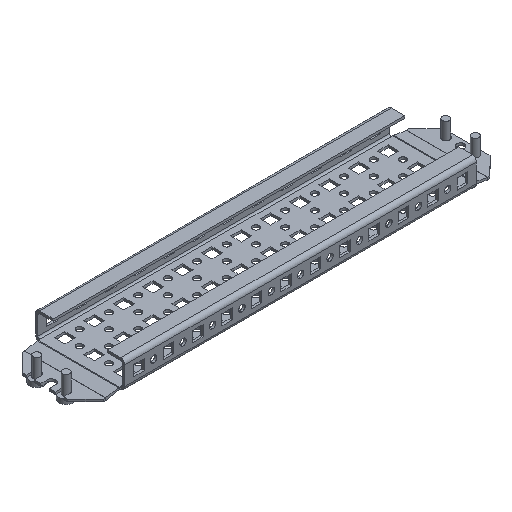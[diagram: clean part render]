
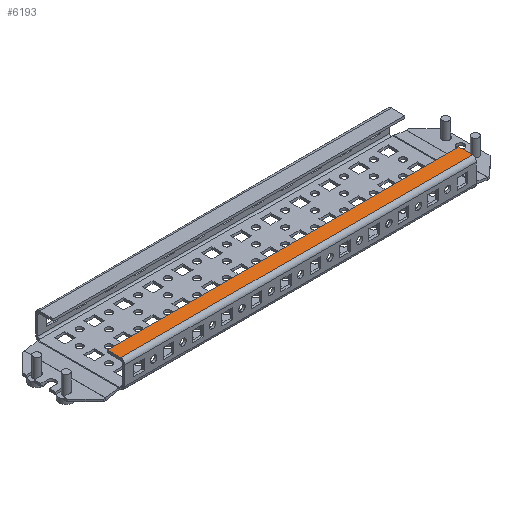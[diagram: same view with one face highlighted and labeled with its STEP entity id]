
A CAD part, isometric view. The second image highlights one B-rep face of the part: STEP entity #6193.
In plain terms, the highlighted planar face has unit normal (0, 0, 1).
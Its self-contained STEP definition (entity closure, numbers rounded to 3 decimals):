
#595 = CARTESIAN_POINT ( 'NONE',  ( -149.5, 0., 21. ) ) ;
#913 = CARTESIAN_POINT ( 'NONE',  ( 149.5, 11.5, 21. ) ) ;
#992 = EDGE_CURVE ( 'NONE', #8000, #4176, #5135, .T. ) ;
#1071 = DIRECTION ( 'NONE',  ( -1., 0., 0. ) ) ;
#1462 = EDGE_LOOP ( 'NONE', ( #12732, #2500, #13775, #15308 ) ) ;
#1663 = DIRECTION ( 'NONE',  ( 0., 0., -1. ) ) ;
#2188 = CARTESIAN_POINT ( 'NONE',  ( -149.5, 11.5, 21. ) ) ;
#2299 = AXIS2_PLACEMENT_3D ( 'NONE', #11096, #1663, #11264 ) ;
#2354 = CARTESIAN_POINT ( 'NONE',  ( 149.5, 0., 21. ) ) ;
#2500 = ORIENTED_EDGE ( 'NONE', *, *, #992, .F. ) ;
#2948 = CARTESIAN_POINT ( 'NONE',  ( 149.5, 11.5, 21. ) ) ;
#3555 = VERTEX_POINT ( 'NONE', #2188 ) ;
#3646 = DIRECTION ( 'NONE',  ( 1., 0., 0. ) ) ;
#3979 = VERTEX_POINT ( 'NONE', #595 ) ;
#4176 = VERTEX_POINT ( 'NONE', #2354 ) ;
#5135 = LINE ( 'NONE', #913, #15150 ) ;
#5529 = EDGE_CURVE ( 'NONE', #4176, #3979, #12986, .T. ) ;
#6193 = ADVANCED_FACE ( 'NONE', ( #10116 ), #12769, .F. ) ;
#6534 = CARTESIAN_POINT ( 'NONE',  ( -149.5, 0., 21. ) ) ;
#7038 = EDGE_CURVE ( 'NONE', #3979, #3555, #9448, .T. ) ;
#7347 = VECTOR ( 'NONE', #1071, 1000. ) ;
#7604 = DIRECTION ( 'NONE',  ( 0., -1., 0. ) ) ;
#8000 = VERTEX_POINT ( 'NONE', #2948 ) ;
#9448 = LINE ( 'NONE', #16387, #15842 ) ;
#10006 = EDGE_CURVE ( 'NONE', #3555, #8000, #10346, .T. ) ;
#10116 = FACE_OUTER_BOUND ( 'NONE', #1462, .T. ) ;
#10346 = LINE ( 'NONE', #15720, #12391 ) ;
#11096 = CARTESIAN_POINT ( 'NONE',  ( 0., 0., 21. ) ) ;
#11264 = DIRECTION ( 'NONE',  ( 0., 1., 0. ) ) ;
#12391 = VECTOR ( 'NONE', #3646, 1000. ) ;
#12732 = ORIENTED_EDGE ( 'NONE', *, *, #5529, .F. ) ;
#12769 = PLANE ( 'NONE',  #2299 ) ;
#12986 = LINE ( 'NONE', #6534, #7347 ) ;
#13741 = DIRECTION ( 'NONE',  ( 0., 1., 0. ) ) ;
#13775 = ORIENTED_EDGE ( 'NONE', *, *, #10006, .F. ) ;
#15150 = VECTOR ( 'NONE', #7604, 1000. ) ;
#15308 = ORIENTED_EDGE ( 'NONE', *, *, #7038, .F. ) ;
#15720 = CARTESIAN_POINT ( 'NONE',  ( -149.5, 11.5, 21. ) ) ;
#15842 = VECTOR ( 'NONE', #13741, 1000. ) ;
#16387 = CARTESIAN_POINT ( 'NONE',  ( -149.5, -1.5, 21. ) ) ;
